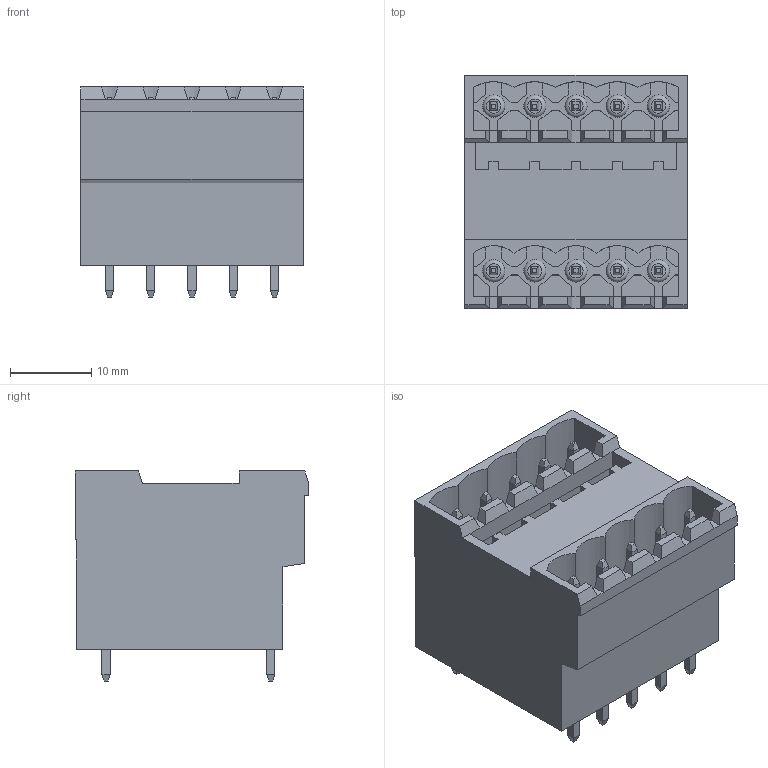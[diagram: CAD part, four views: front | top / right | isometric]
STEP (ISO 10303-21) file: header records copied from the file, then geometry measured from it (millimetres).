
FILE_DESCRIPTION( ( 'Unknown' ), '1' );
FILE_NAME( '691333500010.stp', 'Unknown', ( 'Quentin LAIDEBEUR' ), ( 'WE' ), 'PSStep 15.0.49', 'Sample-box', ' ' );
FILE_SCHEMA( ( 'AUTOMOTIVE_DESIGN { 1 0 10303 214 1 1 1 1 }' ) );
Length unit declared in the file: millimetre
Products named in the file (4): Assem1; 691333500010; 6913335000xx_PIN; 691333500010_CAPOT
Assembly tree (12 placements, depth 2):
  Assem1
    691333500010
    6913335000xx_PIN  x10
    691333500010_CAPOT
Bounding box: 27.4 x 28.8 x 25.9 mm (x, y, z)
Volume: 5886.3 mm3; surface area: 11308.7 mm2
Topology: 12 solids, 12 shells, 714 faces, 1916 edges, 1240 vertices
Faces by surface type: plane 660, cylinder 44, torus 10
Full cylindrical faces by diameter (mm): 1.7 x8, 2.75 x10
Entity records: 23386 total; most frequent: CARTESIAN_POINT 3313, ORIENTED_EDGE 3252, DIRECTION 2946, EDGE_CURVE 1626, LINE 1508, VECTOR 1508, VERTEX_POINT 1086, AXIS2_PLACEMENT_3D 719
